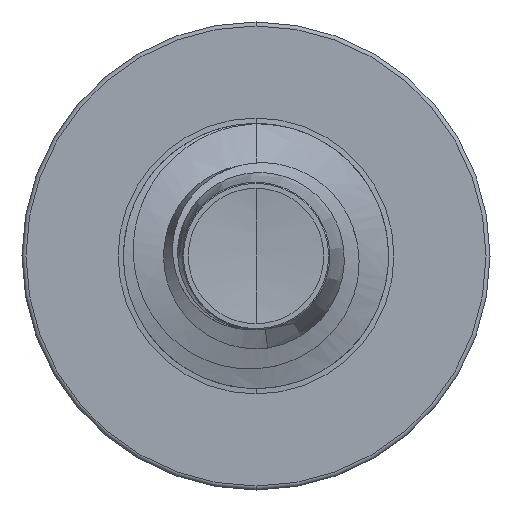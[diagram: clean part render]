
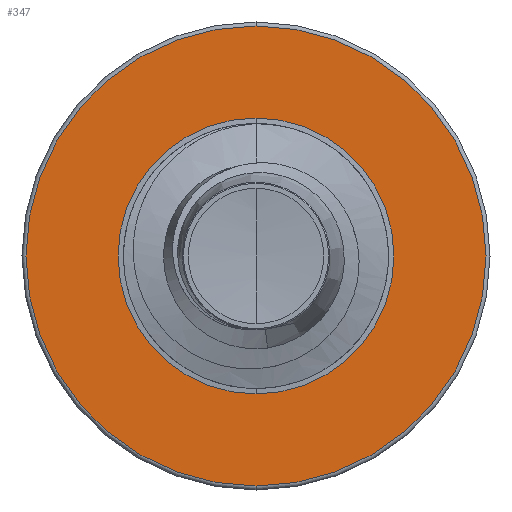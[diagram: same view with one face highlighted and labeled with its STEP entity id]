
A CAD part, front view. The second image highlights one B-rep face of the part: STEP entity #347.
In plain terms, the highlighted planar face has unit normal (0, -1, 0).
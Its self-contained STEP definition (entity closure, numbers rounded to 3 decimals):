
#347 = ADVANCED_FACE ( 'NONE', ( #6349, #9011 ), #3135, .F. ) ;
#370 = EDGE_CURVE ( 'NONE', #11376, #2560, #11252, .T. ) ;
#1223 = VERTEX_POINT ( 'NONE', #6488 ) ;
#2560 = VERTEX_POINT ( 'NONE', #2851 ) ;
#2851 = CARTESIAN_POINT ( 'NONE',  ( 0., 6., -2.605 ) ) ;
#3135 = PLANE ( 'NONE',  #4594 ) ;
#3215 = ORIENTED_EDGE ( 'NONE', *, *, #370, .F. ) ;
#3467 = CIRCLE ( 'NONE', #9765, 1.562 ) ;
#3650 = EDGE_LOOP ( 'NONE', ( #3215, #6587 ) ) ;
#4594 = AXIS2_PLACEMENT_3D ( 'NONE', #7470, #12396, #6817 ) ;
#4855 = DIRECTION ( 'NONE',  ( 0., 1., 0. ) ) ;
#4899 = CARTESIAN_POINT ( 'NONE',  ( 0., 6., 2.605 ) ) ;
#6349 = FACE_OUTER_BOUND ( 'NONE', #3650, .T. ) ;
#6488 = CARTESIAN_POINT ( 'NONE',  ( 0., 6., 1.562 ) ) ;
#6587 = ORIENTED_EDGE ( 'NONE', *, *, #8329, .F. ) ;
#6608 = AXIS2_PLACEMENT_3D ( 'NONE', #12513, #12507, #12498 ) ;
#6817 = DIRECTION ( 'NONE',  ( 0., 0., 1. ) ) ;
#6848 = CARTESIAN_POINT ( 'NONE',  ( 0., 6., 0. ) ) ;
#7394 = AXIS2_PLACEMENT_3D ( 'NONE', #6848, #4855, #12213 ) ;
#7470 = CARTESIAN_POINT ( 'NONE',  ( 0., 6., -1.562 ) ) ;
#7717 = VERTEX_POINT ( 'NONE', #12688 ) ;
#8329 = EDGE_CURVE ( 'NONE', #2560, #11376, #12675, .T. ) ;
#8710 = DIRECTION ( 'NONE',  ( 0., 0., 1. ) ) ;
#8712 = DIRECTION ( 'NONE',  ( 0., 1., 0. ) ) ;
#8721 = CARTESIAN_POINT ( 'NONE',  ( 0., 6., 0. ) ) ;
#9011 = FACE_BOUND ( 'NONE', #11023, .T. ) ;
#9199 = ORIENTED_EDGE ( 'NONE', *, *, #10744, .T. ) ;
#9765 = AXIS2_PLACEMENT_3D ( 'NONE', #8721, #8712, #8710 ) ;
#10477 = AXIS2_PLACEMENT_3D ( 'NONE', #10611, #10607, #10576 ) ;
#10576 = DIRECTION ( 'NONE',  ( 0., 0., 1. ) ) ;
#10607 = DIRECTION ( 'NONE',  ( 0., 1., 0. ) ) ;
#10611 = CARTESIAN_POINT ( 'NONE',  ( 0., 6., 0. ) ) ;
#10744 = EDGE_CURVE ( 'NONE', #1223, #7717, #12610, .T. ) ;
#11023 = EDGE_LOOP ( 'NONE', ( #9199, #11197 ) ) ;
#11197 = ORIENTED_EDGE ( 'NONE', *, *, #11249, .T. ) ;
#11249 = EDGE_CURVE ( 'NONE', #7717, #1223, #3467, .T. ) ;
#11252 = CIRCLE ( 'NONE', #7394, 2.605 ) ;
#11376 = VERTEX_POINT ( 'NONE', #4899 ) ;
#12213 = DIRECTION ( 'NONE',  ( 0., 0., 1. ) ) ;
#12396 = DIRECTION ( 'NONE',  ( 0., 1., 0. ) ) ;
#12498 = DIRECTION ( 'NONE',  ( 0., 0., 1. ) ) ;
#12507 = DIRECTION ( 'NONE',  ( 0., 1., 0. ) ) ;
#12513 = CARTESIAN_POINT ( 'NONE',  ( 0., 6., 0. ) ) ;
#12610 = CIRCLE ( 'NONE', #10477, 1.562 ) ;
#12675 = CIRCLE ( 'NONE', #6608, 2.605 ) ;
#12688 = CARTESIAN_POINT ( 'NONE',  ( 0., 6., -1.562 ) ) ;
